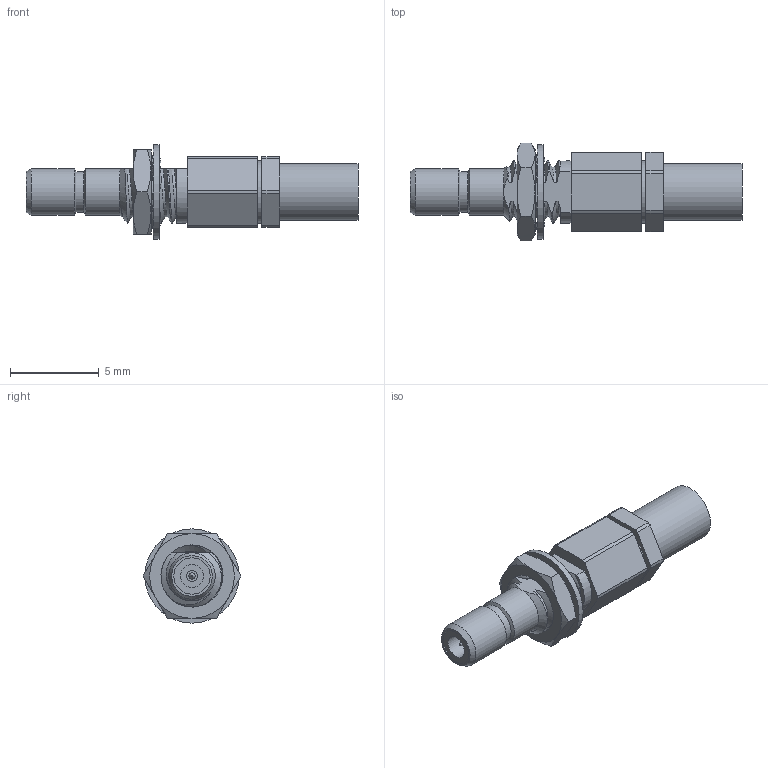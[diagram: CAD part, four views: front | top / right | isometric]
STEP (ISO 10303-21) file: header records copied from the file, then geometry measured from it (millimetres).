
FILE_DESCRIPTION (( 'STEP AP203' ), '1' );
FILE_NAME ('PE4337_3D.step', '2022-05-13T15:18:20', ( '' ), ( '' ), 'SwSTEP 2.0', 'SolidWorks 2021', '' );
FILE_SCHEMA (( 'CONFIG_CONTROL_DESIGN' ));
Length unit declared in the file: inch
Products named in the file (1): PE4337_3D
Bounding box: 18.74 x 5.51 x 5.32 mm (x, y, z)
Volume: 159 mm3; surface area: 408.3 mm2
Topology: 4 solids, 4 shells, 145 faces, 360 edges, 232 vertices
Faces by surface type: bspline 45, cylinder 43, plane 37, cone 20
Full cylindrical faces by diameter (mm): 0.355 x1, 0.646 x1, 1.016 x1, 1.31 x1, 1.88 x1, 2.052 x1, 2.289 x1, 2.438 x1, 2.62 x2, 3.2 x1, 3.505 x1, 5.317 x1
Entity records: 11845 total; most frequent: CARTESIAN_POINT 8836, ORIENTED_EDGE 682, DIRECTION 460, EDGE_CURVE 341, VERTEX_POINT 231, AXIS2_PLACEMENT_3D 185, EDGE_LOOP 178, FACE_OUTER_BOUND 158
